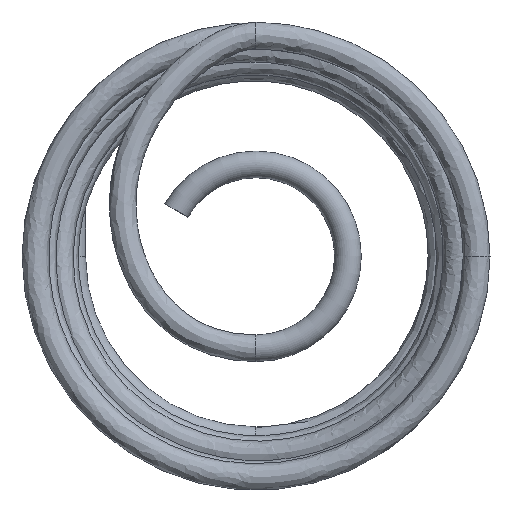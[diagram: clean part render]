
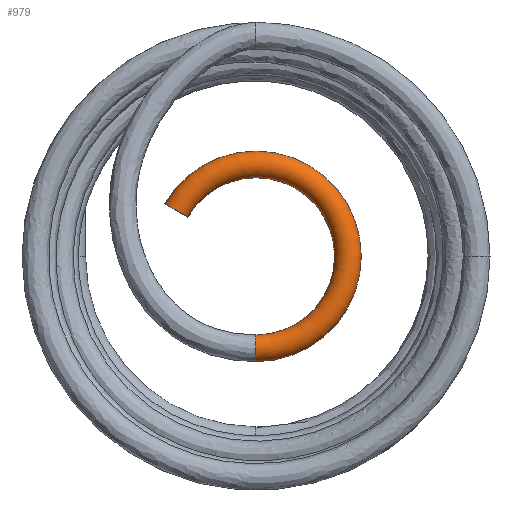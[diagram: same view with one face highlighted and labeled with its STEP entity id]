
A CAD part, front view. The second image highlights one B-rep face of the part: STEP entity #979.
In plain terms, the highlighted toroidal (fillet/blend) face has major radius 2.75 mm and minor radius 0.4 mm.
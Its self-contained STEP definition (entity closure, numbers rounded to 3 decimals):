
#20 = CARTESIAN_POINT ( 'NONE',  ( 0., 0.4, -3.15 ) ) ;
#29 = TOROIDAL_SURFACE ( 'NONE', #336, 2.75, 0.4 ) ;
#31 = AXIS2_PLACEMENT_3D ( 'NONE', #1424, #2113, #203 ) ;
#37 = ORIENTED_EDGE ( 'NONE', *, *, #1660, .F. ) ;
#116 = DIRECTION ( 'NONE',  ( 0., 0., -1. ) ) ;
#166 = ORIENTED_EDGE ( 'NONE', *, *, #2015, .T. ) ;
#203 = DIRECTION ( 'NONE',  ( -0.866, 0., 0.5 ) ) ;
#231 = VERTEX_POINT ( 'NONE', #1284 ) ;
#246 = VERTEX_POINT ( 'NONE', #20 ) ;
#335 = CARTESIAN_POINT ( 'NONE',  ( 0., 0.4, -2.75 ) ) ;
#336 = AXIS2_PLACEMENT_3D ( 'NONE', #1713, #983, #116 ) ;
#382 = ORIENTED_EDGE ( 'NONE', *, *, #1425, .F. ) ;
#462 = FACE_OUTER_BOUND ( 'NONE', #1633, .T. ) ;
#501 = AXIS2_PLACEMENT_3D ( 'NONE', #1826, #1813, #2159 ) ;
#728 = EDGE_CURVE ( 'NONE', #246, #231, #1720, .T. ) ;
#834 = DIRECTION ( 'NONE',  ( 0., 0., 1. ) ) ;
#871 = ORIENTED_EDGE ( 'NONE', *, *, #728, .F. ) ;
#926 = CARTESIAN_POINT ( 'NONE',  ( -2.728, 0.4, 1.575 ) ) ;
#971 = CARTESIAN_POINT ( 'NONE',  ( 0., 0.4, 0. ) ) ;
#979 = ADVANCED_FACE ( 'NONE', ( #462 ), #29, .T. ) ;
#983 = DIRECTION ( 'NONE',  ( 0., -1., 0. ) ) ;
#1205 = AXIS2_PLACEMENT_3D ( 'NONE', #971, #2012, #1211 ) ;
#1211 = DIRECTION ( 'NONE',  ( 0., 0., -1. ) ) ;
#1284 = CARTESIAN_POINT ( 'NONE',  ( 0., 0.4, -2.35 ) ) ;
#1387 = CARTESIAN_POINT ( 'NONE',  ( -2.035, 0.4, 1.175 ) ) ;
#1393 = CIRCLE ( 'NONE', #501, 2.35 ) ;
#1424 = CARTESIAN_POINT ( 'NONE',  ( -2.382, 0.4, 1.375 ) ) ;
#1425 = EDGE_CURVE ( 'NONE', #231, #2038, #1393, .T. ) ;
#1550 = AXIS2_PLACEMENT_3D ( 'NONE', #335, #1705, #834 ) ;
#1633 = EDGE_LOOP ( 'NONE', ( #871, #166, #37, #382 ) ) ;
#1660 = EDGE_CURVE ( 'NONE', #2038, #1873, #2086, .T. ) ;
#1705 = DIRECTION ( 'NONE',  ( -1., 0., 0. ) ) ;
#1713 = CARTESIAN_POINT ( 'NONE',  ( 0., 0.4, 0. ) ) ;
#1720 = CIRCLE ( 'NONE', #1550, 0.4 ) ;
#1721 = CIRCLE ( 'NONE', #1205, 3.15 ) ;
#1813 = DIRECTION ( 'NONE',  ( 0., -1., 0. ) ) ;
#1826 = CARTESIAN_POINT ( 'NONE',  ( 0., 0.4, 0. ) ) ;
#1873 = VERTEX_POINT ( 'NONE', #926 ) ;
#2012 = DIRECTION ( 'NONE',  ( 0., -1., 0. ) ) ;
#2015 = EDGE_CURVE ( 'NONE', #246, #1873, #1721, .T. ) ;
#2038 = VERTEX_POINT ( 'NONE', #1387 ) ;
#2086 = CIRCLE ( 'NONE', #31, 0.4 ) ;
#2113 = DIRECTION ( 'NONE',  ( -0.5, 0., -0.866 ) ) ;
#2159 = DIRECTION ( 'NONE',  ( 0., 0., -1. ) ) ;
